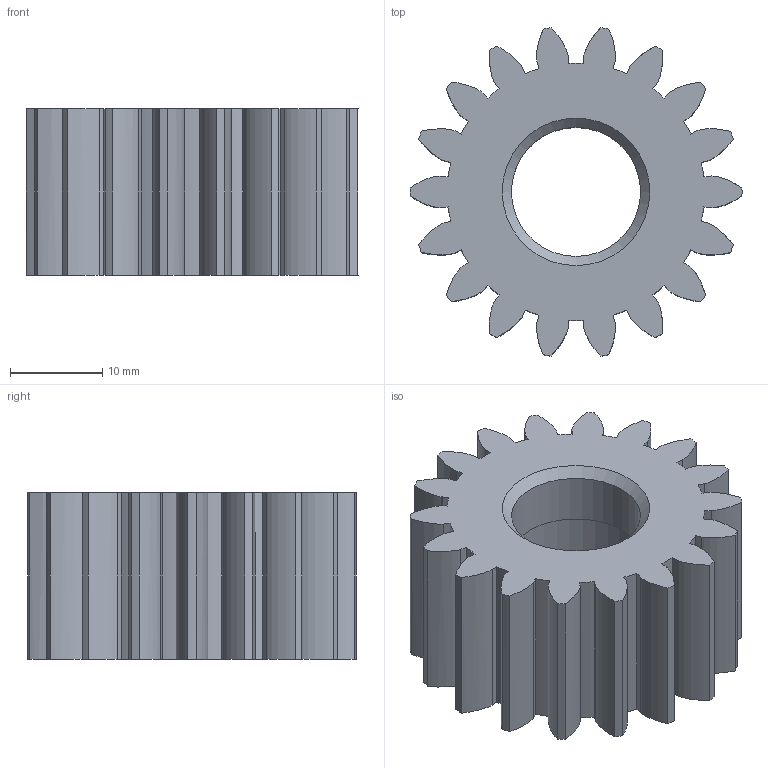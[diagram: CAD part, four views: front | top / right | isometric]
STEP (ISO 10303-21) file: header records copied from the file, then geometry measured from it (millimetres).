
FILE_DESCRIPTION(/* description */ ('','CAx-IF Rec.Pracs.---Representation and Presentation of Product Manufacturing Information (PMI)---4.0---2014-10-13'),/* implementation_level */ '2;1');
FILE_NAME(/* name */ 'Planet-18-Teeth-1.8mm-Mod.step',/* time_stamp */ '2025-02-27T17:32:11Z',/* author */ (''),/* organization */ (''),/* preprocessor_version */ 'ST-DEVELOPER v20',/* originating_system */ 'Autodesk Translation Framework v13.20.0.188',/* authorisation */ '');
FILE_SCHEMA (('AP242_MANAGED_MODEL_BASED_3D_ENGINEERING_MIM_LF { 1 0 10303 442 1 1 4 }'));
Length unit declared in the file: millimetre
Products named in the file (1): Planet-18-Teeth-1.8mm-Mod
Bounding box: 36 x 35.6 x 18 mm (x, y, z)
Volume: 11434.7 mm3; surface area: 5869.3 mm2
Topology: 1 solids, 1 shells, 153 faces, 447 edges, 298 vertices
Faces by surface type: plane 76, cylinder 39, bspline 36, cone 2
Full cylindrical faces by diameter (mm): 14 x2, 16.25 x1
Entity records: 40324 total; most frequent: CARTESIAN_POINT 36719, ORIENTED_EDGE 894, DIRECTION 621, EDGE_CURVE 447, VERTEX_POINT 298, LINE 221, VECTOR 221, AXIS2_PLACEMENT_3D 200
